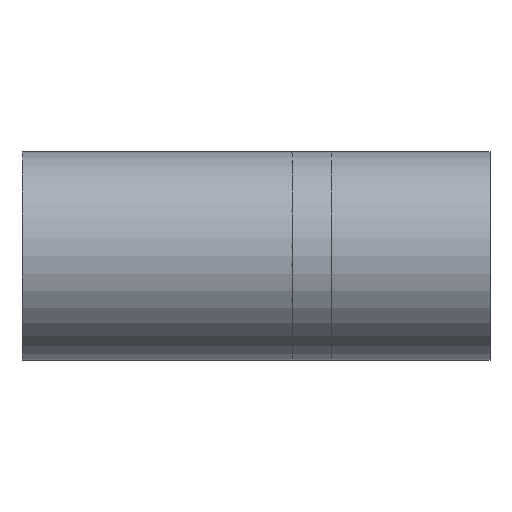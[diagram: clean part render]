
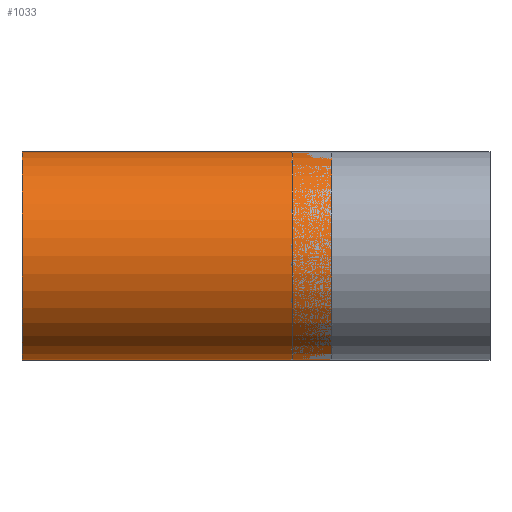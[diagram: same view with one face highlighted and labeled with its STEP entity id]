
A CAD part, top view. The second image highlights one B-rep face of the part: STEP entity #1033.
In plain terms, the highlighted cylindrical face has radius 55 mm (diameter 110 mm), a partial arc.
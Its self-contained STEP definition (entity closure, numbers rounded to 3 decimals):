
#81=CYLINDRICAL_SURFACE('',#1140,55.);
#127=FACE_OUTER_BOUND('',#203,.T.);
#203=EDGE_LOOP('',(#732,#733,#734,#735));
#274=LINE('',#1802,#327);
#275=LINE('',#1803,#328);
#327=VECTOR('',#1370,304.8);
#328=VECTOR('',#1371,304.8);
#365=CIRCLE('',#1096,55.);
#393=CIRCLE('',#1138,55.);
#448=VERTEX_POINT('',#1631);
#449=VERTEX_POINT('',#1633);
#472=VERTEX_POINT('',#1780);
#473=VERTEX_POINT('',#1782);
#511=EDGE_CURVE('',#449,#448,#365,.T.);
#555=EDGE_CURVE('',#473,#472,#393,.T.);
#556=EDGE_CURVE('',#448,#473,#274,.T.);
#557=EDGE_CURVE('',#472,#449,#275,.T.);
#732=ORIENTED_EDGE('',*,*,#511,.F.);
#733=ORIENTED_EDGE('',*,*,#557,.F.);
#734=ORIENTED_EDGE('',*,*,#555,.F.);
#735=ORIENTED_EDGE('',*,*,#556,.F.);
#1033=ADVANCED_FACE('',(#127),#81,.T.);
#1096=AXIS2_PLACEMENT_3D('',#1638,#1266,#1267);
#1138=AXIS2_PLACEMENT_3D('',#1800,#1366,#1367);
#1140=AXIS2_PLACEMENT_3D('',#1804,#1372,#1373);
#1266=DIRECTION('center_axis',(-1.,0.,0.));
#1267=DIRECTION('ref_axis',(0.,1.,0.));
#1366=DIRECTION('center_axis',(1.,0.,0.));
#1367=DIRECTION('ref_axis',(0.,1.,0.));
#1370=DIRECTION('',(1.,0.,0.));
#1371=DIRECTION('',(-1.,0.,0.));
#1372=DIRECTION('center_axis',(-1.,0.,0.));
#1373=DIRECTION('ref_axis',(0.,1.,0.));
#1631=CARTESIAN_POINT('',(-123.5,55.,0.));
#1633=CARTESIAN_POINT('',(-123.5,-55.,0.));
#1638=CARTESIAN_POINT('Origin',(-123.5,0.,0.));
#1780=CARTESIAN_POINT('',(39.981,-55.,0.));
#1782=CARTESIAN_POINT('',(39.981,55.,0.));
#1800=CARTESIAN_POINT('Origin',(39.981,0.,0.));
#1802=CARTESIAN_POINT('',(-123.5,55.,0.));
#1803=CARTESIAN_POINT('',(39.981,-55.,0.));
#1804=CARTESIAN_POINT('Origin',(-139.229,0.,0.));
